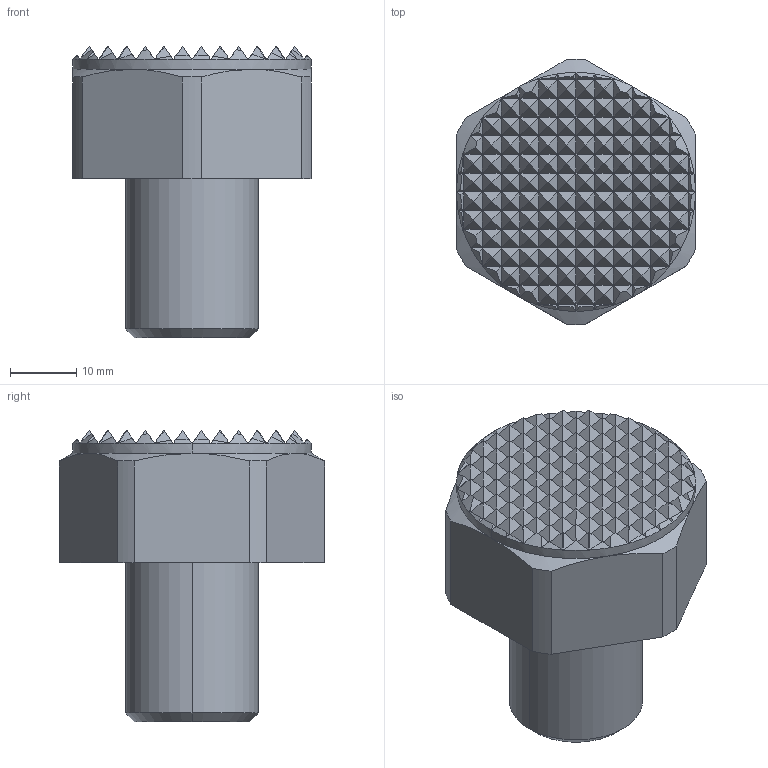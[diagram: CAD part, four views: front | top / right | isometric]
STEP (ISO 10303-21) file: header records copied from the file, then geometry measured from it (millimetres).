
FILE_DESCRIPTION(('STEP AP214'),'1');
FILE_NAME('HALDERN_EH_22690_0252.stp','2017-07-04T09:14:09',('TraceParts'),('TraceParts S.A.'),'Spatial InterOp 3D',' ',' ');
FILE_SCHEMA(('automotive_design'));
Length unit declared in the file: millimetre
Products named in the file (1): HALDERN_EH_22690_0252
Bounding box: 36 x 39.99 x 44 mm (x, y, z)
Volume: 28024.9 mm3; surface area: 6560.5 mm2
Topology: 1 solids, 1 shells, 750 faces, 1480 edges, 733 vertices
Faces by surface type: plane 672, cone 68, cylinder 10
Entity records: 17731 total; most frequent: CARTESIAN_POINT 3356, ORIENTED_EDGE 2960, DIRECTION 2862, EDGE_CURVE 1480, LINE 1208, VECTOR 1208, AXIS2_PLACEMENT_3D 827, EDGE_LOOP 751
